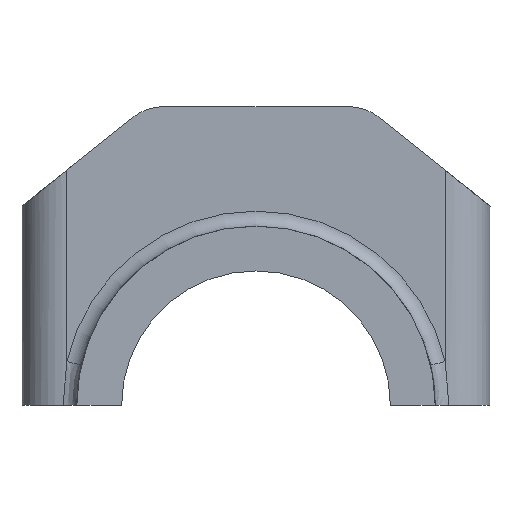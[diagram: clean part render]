
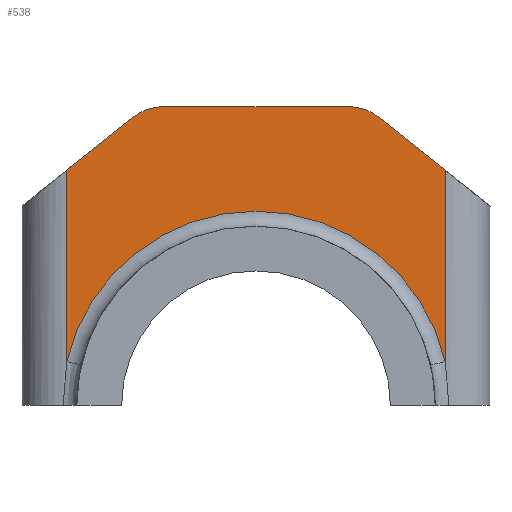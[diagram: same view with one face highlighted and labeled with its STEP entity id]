
A CAD part, front view. The second image highlights one B-rep face of the part: STEP entity #538.
In plain terms, the highlighted planar face has unit normal (0, -1, 0).
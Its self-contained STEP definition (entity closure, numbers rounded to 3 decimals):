
#33 = DIRECTION ( 'NONE',  ( 0.781, 0., 0.625 ) ) ;
#37 = VECTOR ( 'NONE', #779, 1000. ) ;
#50 = CARTESIAN_POINT ( 'NONE',  ( 18.492, -9., 50. ) ) ;
#62 = EDGE_CURVE ( 'NONE', #177, #461, #552, .T. ) ;
#65 = VERTEX_POINT ( 'NONE', #89 ) ;
#89 = CARTESIAN_POINT ( 'NONE',  ( 38., -9., 8.775 ) ) ;
#94 = DIRECTION ( 'NONE',  ( 0., 0., 1. ) ) ;
#105 = FACE_OUTER_BOUND ( 'NONE', #215, .T. ) ;
#113 = VERTEX_POINT ( 'NONE', #639 ) ;
#134 = ORIENTED_EDGE ( 'NONE', *, *, #501, .F. ) ;
#153 = ORIENTED_EDGE ( 'NONE', *, *, #271, .T. ) ;
#155 = EDGE_CURVE ( 'NONE', #317, #113, #509, .T. ) ;
#157 = CARTESIAN_POINT ( 'NONE',  ( -37.854, -9., 47.317 ) ) ;
#177 = VERTEX_POINT ( 'NONE', #324 ) ;
#184 = DIRECTION ( 'NONE',  ( 0., 1., 0. ) ) ;
#195 = CARTESIAN_POINT ( 'NONE',  ( 37.854, -9., 47.317 ) ) ;
#202 = DIRECTION ( 'NONE',  ( 0., 0., -1. ) ) ;
#215 = EDGE_LOOP ( 'NONE', ( #153, #765, #776, #742, #285, #134, #325, #631 ) ) ;
#229 = PLANE ( 'NONE',  #341 ) ;
#244 = VECTOR ( 'NONE', #354, 1000. ) ;
#260 = VERTEX_POINT ( 'NONE', #336 ) ;
#271 = EDGE_CURVE ( 'NONE', #177, #664, #795, .T. ) ;
#285 = ORIENTED_EDGE ( 'NONE', *, *, #457, .F. ) ;
#308 = DIRECTION ( 'NONE',  ( 0., 1., 0. ) ) ;
#317 = VERTEX_POINT ( 'NONE', #659 ) ;
#324 = CARTESIAN_POINT ( 'NONE',  ( -38., -9., 47.2 ) ) ;
#325 = ORIENTED_EDGE ( 'NONE', *, *, #767, .F. ) ;
#327 = VECTOR ( 'NONE', #547, 1000. ) ;
#336 = CARTESIAN_POINT ( 'NONE',  ( 18.492, -9., 60. ) ) ;
#341 = AXIS2_PLACEMENT_3D ( 'NONE', #753, #362, #94 ) ;
#354 = DIRECTION ( 'NONE',  ( 1., 0., 0. ) ) ;
#362 = DIRECTION ( 'NONE',  ( 0., 1., 0. ) ) ;
#371 = DIRECTION ( 'NONE',  ( 0., 0., 1. ) ) ;
#374 = CARTESIAN_POINT ( 'NONE',  ( -38., -9., 8.775 ) ) ;
#384 = EDGE_CURVE ( 'NONE', #65, #113, #488, .T. ) ;
#386 = CARTESIAN_POINT ( 'NONE',  ( -24.739, -9., 57.809 ) ) ;
#401 = VERTEX_POINT ( 'NONE', #419 ) ;
#419 = CARTESIAN_POINT ( 'NONE',  ( -18.492, -9., 60. ) ) ;
#437 = AXIS2_PLACEMENT_3D ( 'NONE', #654, #507, #646 ) ;
#454 = CIRCLE ( 'NONE', #629, 10. ) ;
#457 = EDGE_CURVE ( 'NONE', #260, #317, #454, .T. ) ;
#461 = VERTEX_POINT ( 'NONE', #386 ) ;
#467 = CIRCLE ( 'NONE', #478, 10. ) ;
#478 = AXIS2_PLACEMENT_3D ( 'NONE', #718, #184, #591 ) ;
#488 = LINE ( 'NONE', #805, #327 ) ;
#493 = VECTOR ( 'NONE', #33, 1000. ) ;
#498 = CARTESIAN_POINT ( 'NONE',  ( 0., -9., 60. ) ) ;
#501 = EDGE_CURVE ( 'NONE', #401, #260, #769, .T. ) ;
#507 = DIRECTION ( 'NONE',  ( 0., 1., 0. ) ) ;
#509 = LINE ( 'NONE', #195, #37 ) ;
#538 = ADVANCED_FACE ( 'NONE', ( #105 ), #229, .F. ) ;
#547 = DIRECTION ( 'NONE',  ( 0., 0., 1. ) ) ;
#552 = LINE ( 'NONE', #157, #493 ) ;
#591 = DIRECTION ( 'NONE',  ( 0., 0., 1. ) ) ;
#629 = AXIS2_PLACEMENT_3D ( 'NONE', #50, #308, #371 ) ;
#631 = ORIENTED_EDGE ( 'NONE', *, *, #62, .F. ) ;
#639 = CARTESIAN_POINT ( 'NONE',  ( 38., -9., 47.2 ) ) ;
#646 = DIRECTION ( 'NONE',  ( 0., 0., 1. ) ) ;
#654 = CARTESIAN_POINT ( 'NONE',  ( 0., -9., 0. ) ) ;
#659 = CARTESIAN_POINT ( 'NONE',  ( 24.739, -9., 57.809 ) ) ;
#664 = VERTEX_POINT ( 'NONE', #374 ) ;
#678 = EDGE_CURVE ( 'NONE', #664, #65, #808, .T. ) ;
#718 = CARTESIAN_POINT ( 'NONE',  ( -18.492, -9., 50. ) ) ;
#735 = CARTESIAN_POINT ( 'NONE',  ( -38., -9., 0. ) ) ;
#742 = ORIENTED_EDGE ( 'NONE', *, *, #155, .F. ) ;
#753 = CARTESIAN_POINT ( 'NONE',  ( 0., -9., 0. ) ) ;
#754 = VECTOR ( 'NONE', #202, 1000. ) ;
#765 = ORIENTED_EDGE ( 'NONE', *, *, #678, .T. ) ;
#767 = EDGE_CURVE ( 'NONE', #461, #401, #467, .T. ) ;
#769 = LINE ( 'NONE', #498, #244 ) ;
#776 = ORIENTED_EDGE ( 'NONE', *, *, #384, .T. ) ;
#779 = DIRECTION ( 'NONE',  ( 0.781, 0., -0.625 ) ) ;
#795 = LINE ( 'NONE', #735, #754 ) ;
#805 = CARTESIAN_POINT ( 'NONE',  ( 38., -9., 0. ) ) ;
#808 = CIRCLE ( 'NONE', #437, 39. ) ;
